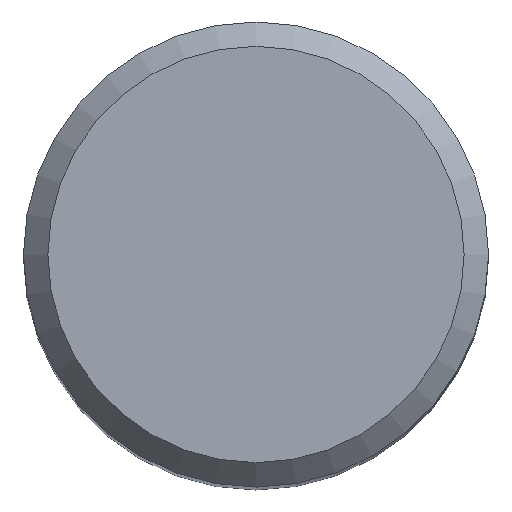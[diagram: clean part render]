
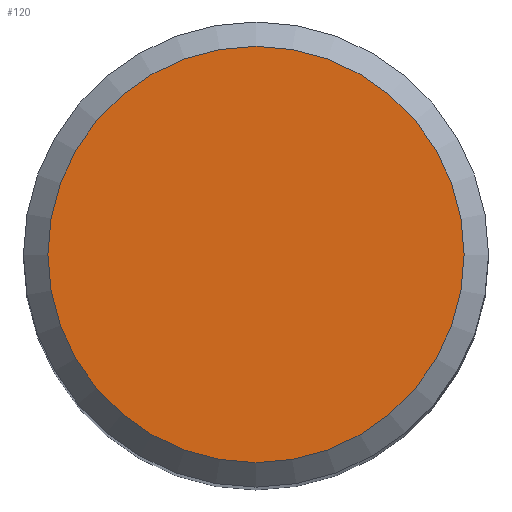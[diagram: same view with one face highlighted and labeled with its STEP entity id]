
A CAD part, top view. The second image highlights one B-rep face of the part: STEP entity #120.
In plain terms, the highlighted planar face has unit normal (0, 0, 1).
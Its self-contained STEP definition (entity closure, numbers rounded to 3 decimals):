
#120=ADVANCED_FACE('CU_SU3',(#148),#145,.F.);
#145=PLANE('',#411);
#148=FACE_OUTER_BOUND('',#159,.T.);
#159=EDGE_LOOP('',(#197));
#197=ORIENTED_EDGE('',*,*,#317,.F.);
#283=VERTEX_POINT('',#534);
#317=EDGE_CURVE('',#283,#283,#360,.T.);
#360=CIRCLE('',#410,8.522);
#410=AXIS2_PLACEMENT_3D('',#533,#454,#455);
#411=AXIS2_PLACEMENT_3D('',#535,#456,#457);
#454=DIRECTION('',(0.,0.,-1.));
#455=DIRECTION('',(-1.,0.,0.));
#456=DIRECTION('',(0.,0.,-1.));
#457=DIRECTION('',(1.,0.,0.));
#533=CARTESIAN_POINT('',(0.,0.,0.));
#534=CARTESIAN_POINT('',(-8.522,0.,0.));
#535=CARTESIAN_POINT('',(0.,0.,0.));
